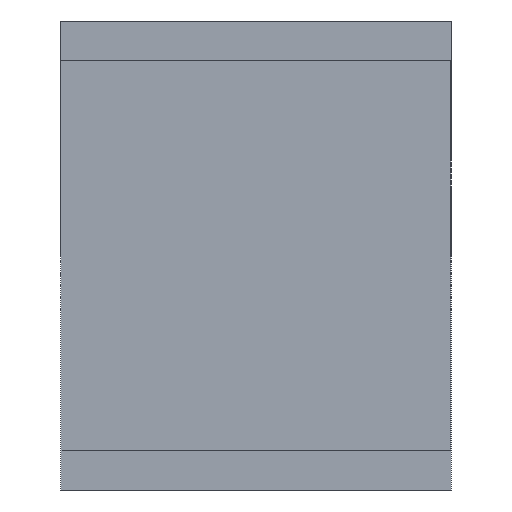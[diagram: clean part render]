
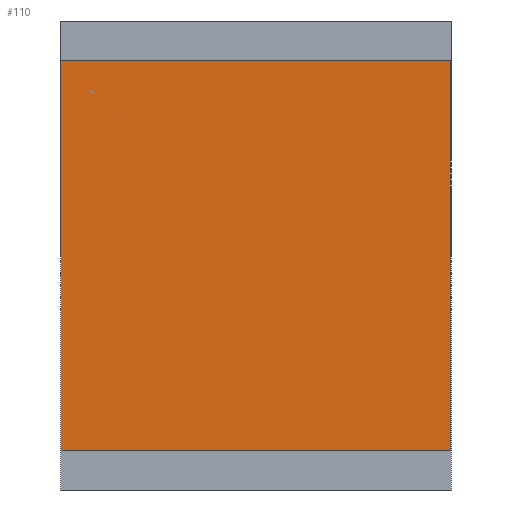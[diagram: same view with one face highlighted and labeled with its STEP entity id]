
A CAD part, left-side view. The second image highlights one B-rep face of the part: STEP entity #110.
In plain terms, the highlighted planar face has unit normal (-1, 0, 0).
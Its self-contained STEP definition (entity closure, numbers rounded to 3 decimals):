
#99 = EDGE_LOOP ( 'NONE', ( #138, #142, #143, #144 ) ) ;
#110 = ADVANCED_FACE ( 'NONE', ( #14748 ), #14733, .T. ) ;
#123 = EDGE_CURVE ( 'NONE', #4445, #7526, #14774, .T. ) ;
#138 = ORIENTED_EDGE ( 'NONE', *, *, #4448, .F. ) ;
#142 = ORIENTED_EDGE ( 'NONE', *, *, #8215, .F. ) ;
#143 = ORIENTED_EDGE ( 'NONE', *, *, #4458, .T. ) ;
#144 = ORIENTED_EDGE ( 'NONE', *, *, #123, .T. ) ;
#4427 = VERTEX_POINT ( 'NONE', #15949 ) ;
#4445 = VERTEX_POINT ( 'NONE', #16016 ) ;
#4447 = VERTEX_POINT ( 'NONE', #16011 ) ;
#4448 = EDGE_CURVE ( 'NONE', #4447, #7526, #16010, .T. ) ;
#4458 = EDGE_CURVE ( 'NONE', #4427, #4445, #16050, .T. ) ;
#7526 = VERTEX_POINT ( 'NONE', #16893 ) ;
#8215 = EDGE_CURVE ( 'NONE', #4427, #4447, #16963, .T. ) ;
#14732 = AXIS2_PLACEMENT_3D ( 'NONE', #14787, #14786, #14785 ) ;
#14733 = PLANE ( 'NONE',  #14732 ) ;
#14748 = FACE_OUTER_BOUND ( 'NONE', #99, .T. ) ;
#14771 = DIRECTION ( 'NONE',  ( 0., 0., -1. ) ) ;
#14772 = VECTOR ( 'NONE', #14771, 1000. ) ;
#14773 = CARTESIAN_POINT ( 'NONE',  ( -3.6, 2.5, 2.5 ) ) ;
#14774 = LINE ( 'NONE', #14773, #14772 ) ;
#14785 = DIRECTION ( 'NONE',  ( 0., 0., 1. ) ) ;
#14786 = DIRECTION ( 'NONE',  ( -1., 0., 0. ) ) ;
#14787 = CARTESIAN_POINT ( 'NONE',  ( -3.6, -27.026, 2.5 ) ) ;
#15949 = CARTESIAN_POINT ( 'NONE',  ( -3.6, -2.5, 2.5 ) ) ;
#16007 = DIRECTION ( 'NONE',  ( 0., 1., 0. ) ) ;
#16008 = VECTOR ( 'NONE', #16007, 1000. ) ;
#16009 = CARTESIAN_POINT ( 'NONE',  ( -3.6, -27.026, -2.5 ) ) ;
#16010 = LINE ( 'NONE', #16009, #16008 ) ;
#16011 = CARTESIAN_POINT ( 'NONE',  ( -3.6, -2.5, -2.5 ) ) ;
#16016 = CARTESIAN_POINT ( 'NONE',  ( -3.6, 2.5, 2.5 ) ) ;
#16047 = DIRECTION ( 'NONE',  ( 0., 1., 0. ) ) ;
#16048 = VECTOR ( 'NONE', #16047, 1000. ) ;
#16049 = CARTESIAN_POINT ( 'NONE',  ( -3.6, -27.026, 2.5 ) ) ;
#16050 = LINE ( 'NONE', #16049, #16048 ) ;
#16893 = CARTESIAN_POINT ( 'NONE',  ( -3.6, 2.5, -2.5 ) ) ;
#16962 = CARTESIAN_POINT ( 'NONE',  ( -3.6, -2.5, 2.5 ) ) ;
#16963 = LINE ( 'NONE', #16962, #17018 ) ;
#17017 = DIRECTION ( 'NONE',  ( 0., 0., -1. ) ) ;
#17018 = VECTOR ( 'NONE', #17017, 1000. ) ;
